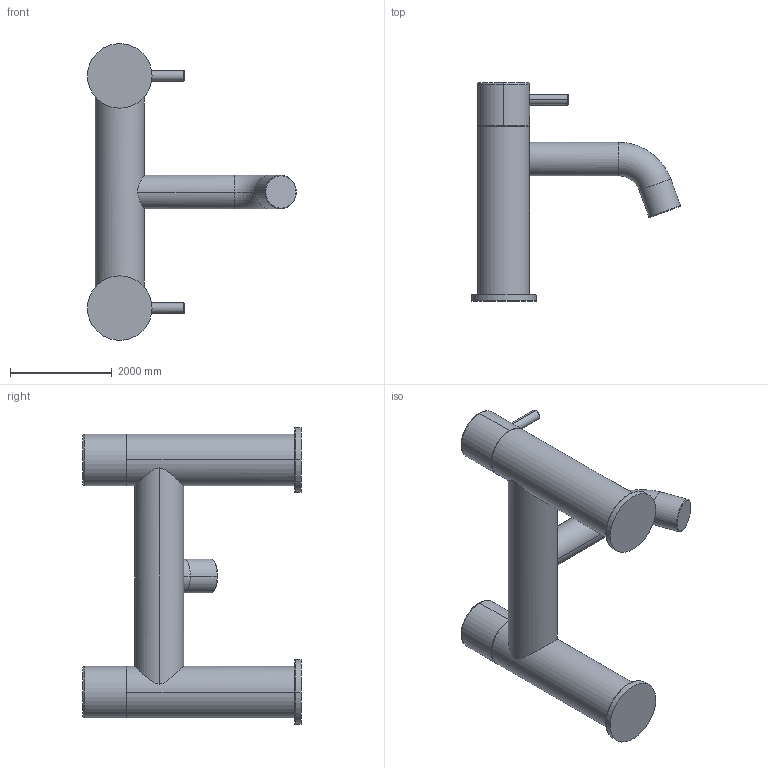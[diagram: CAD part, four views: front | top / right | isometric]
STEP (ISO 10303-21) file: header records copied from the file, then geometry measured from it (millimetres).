
FILE_DESCRIPTION((''),'2;1');
FILE_NAME('223','2018-07-29T',('MQ'),(''),'PRO/ENGINEER BY PARAMETRIC TECHNOLOGY CORPORATION, 2012130','PRO/ENGINEER BY PARAMETRIC TECHNOLOGY CORPORATION, 2012130','');
FILE_SCHEMA(('CONFIG_CONTROL_DESIGN'));
Length unit declared in the file: inch
Products named in the file (1): 223
Bounding box: 4114.86 x 4292.6 x 5842 mm (x, y, z)
Volume: 10957652470 mm3; surface area: 50695119.8 mm2
Topology: 1 solids, 1 shells, 55 faces, 111 edges, 68 vertices
Faces by surface type: cylinder 26, torus 16, plane 13
Entity records: 1675 total; most frequent: CARTESIAN_POINT 440, DIRECTION 281, ORIENTED_EDGE 222, AXIS2_PLACEMENT_3D 127, EDGE_CURVE 111, CIRCLE 72, VERTEX_POINT 68, EDGE_LOOP 65
